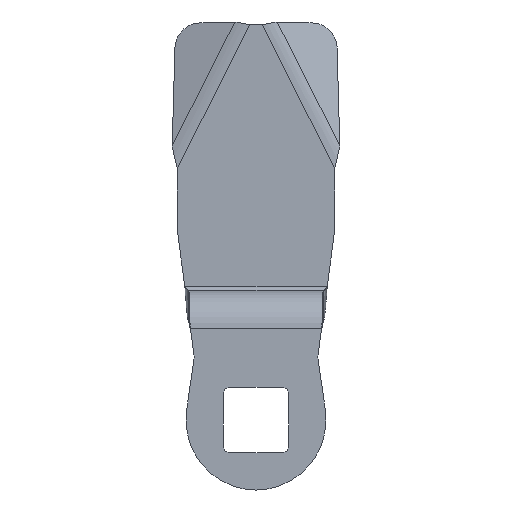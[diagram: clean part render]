
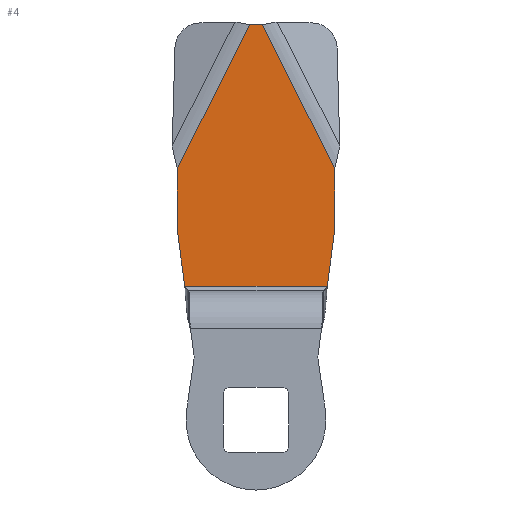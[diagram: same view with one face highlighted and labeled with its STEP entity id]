
A CAD part, front view. The second image highlights one B-rep face of the part: STEP entity #4.
In plain terms, the highlighted planar face has unit normal (0, -1, 0).
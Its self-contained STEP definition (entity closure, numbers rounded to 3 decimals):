
#4 = ADVANCED_FACE ( 'NONE', ( #1028 ), #2673, .F. ) ;
#139 = LINE ( 'NONE', #3525, #1039 ) ;
#163 = VERTEX_POINT ( 'NONE', #3505 ) ;
#277 = EDGE_CURVE ( 'NONE', #3343, #4263, #2237, .T. ) ;
#337 = VECTOR ( 'NONE', #2275, 1000. ) ;
#450 = EDGE_CURVE ( 'NONE', #1110, #1900, #560, .T. ) ;
#517 = CARTESIAN_POINT ( 'NONE',  ( 9.55, 1., 23. ) ) ;
#560 = LINE ( 'NONE', #517, #4232 ) ;
#564 = AXIS2_PLACEMENT_3D ( 'NONE', #1644, #2653, #1665 ) ;
#605 = EDGE_CURVE ( 'NONE', #4263, #163, #2733, .T. ) ;
#726 = LINE ( 'NONE', #2735, #838 ) ;
#838 = VECTOR ( 'NONE', #1070, 1000. ) ;
#966 = CARTESIAN_POINT ( 'NONE',  ( -8.643, 1., 16.207 ) ) ;
#1028 = FACE_OUTER_BOUND ( 'NONE', #3742, .T. ) ;
#1039 = VECTOR ( 'NONE', #4196, 1000. ) ;
#1070 = DIRECTION ( 'NONE',  ( 0.449, 0., 0.893 ) ) ;
#1110 = VERTEX_POINT ( 'NONE', #2613 ) ;
#1224 = LINE ( 'NONE', #1292, #2644 ) ;
#1292 = CARTESIAN_POINT ( 'NONE',  ( -9.55, 1., 48. ) ) ;
#1347 = LINE ( 'NONE', #3400, #4173 ) ;
#1374 = CARTESIAN_POINT ( 'NONE',  ( -9.55, 1., -2.758 ) ) ;
#1399 = DIRECTION ( 'NONE',  ( 0., 0., 1. ) ) ;
#1423 = EDGE_CURVE ( 'NONE', #3492, #1948, #139, .T. ) ;
#1468 = CARTESIAN_POINT ( 'NONE',  ( -0.75, 1., 48. ) ) ;
#1470 = ORIENTED_EDGE ( 'NONE', *, *, #277, .F. ) ;
#1504 = CARTESIAN_POINT ( 'NONE',  ( 9.55, 1., 30.5 ) ) ;
#1536 = EDGE_CURVE ( 'NONE', #3621, #3492, #1224, .T. ) ;
#1554 = EDGE_CURVE ( 'NONE', #1948, #1110, #3915, .T. ) ;
#1644 = CARTESIAN_POINT ( 'NONE',  ( 0., 1., -2.758 ) ) ;
#1665 = DIRECTION ( 'NONE',  ( 0., 0., 1. ) ) ;
#1801 = VECTOR ( 'NONE', #1399, 1000. ) ;
#1900 = VERTEX_POINT ( 'NONE', #4201 ) ;
#1906 = CARTESIAN_POINT ( 'NONE',  ( 9.55, 1., -2.758 ) ) ;
#1948 = VERTEX_POINT ( 'NONE', #1504 ) ;
#1971 = DIRECTION ( 'NONE',  ( 1., 0., 0. ) ) ;
#2152 = VECTOR ( 'NONE', #2588, 1000. ) ;
#2233 = DIRECTION ( 'NONE',  ( -0.132, 0., -0.991 ) ) ;
#2237 = LINE ( 'NONE', #966, #2152 ) ;
#2275 = DIRECTION ( 'NONE',  ( 0., 0., -1. ) ) ;
#2402 = ORIENTED_EDGE ( 'NONE', *, *, #605, .F. ) ;
#2439 = EDGE_CURVE ( 'NONE', #1900, #3343, #1347, .T. ) ;
#2588 = DIRECTION ( 'NONE',  ( -0.132, 0., 0.991 ) ) ;
#2613 = CARTESIAN_POINT ( 'NONE',  ( 9.55, 1., 23. ) ) ;
#2644 = VECTOR ( 'NONE', #1971, 1000. ) ;
#2653 = DIRECTION ( 'NONE',  ( 0., 1., 0. ) ) ;
#2673 = PLANE ( 'NONE',  #564 ) ;
#2682 = DIRECTION ( 'NONE',  ( -1., 0., 0. ) ) ;
#2733 = LINE ( 'NONE', #1374, #1801 ) ;
#2735 = CARTESIAN_POINT ( 'NONE',  ( -9.55, 1., 30.5 ) ) ;
#3082 = CARTESIAN_POINT ( 'NONE',  ( -8.643, 1., 16.207 ) ) ;
#3088 = ORIENTED_EDGE ( 'NONE', *, *, #450, .F. ) ;
#3127 = EDGE_CURVE ( 'NONE', #163, #3621, #726, .T. ) ;
#3163 = CARTESIAN_POINT ( 'NONE',  ( -9.55, 1., 23. ) ) ;
#3343 = VERTEX_POINT ( 'NONE', #3082 ) ;
#3400 = CARTESIAN_POINT ( 'NONE',  ( 0., 1., 16.207 ) ) ;
#3492 = VERTEX_POINT ( 'NONE', #4284 ) ;
#3505 = CARTESIAN_POINT ( 'NONE',  ( -9.55, 1., 30.5 ) ) ;
#3525 = CARTESIAN_POINT ( 'NONE',  ( 0.75, 1., 48. ) ) ;
#3621 = VERTEX_POINT ( 'NONE', #1468 ) ;
#3643 = ORIENTED_EDGE ( 'NONE', *, *, #3127, .F. ) ;
#3742 = EDGE_LOOP ( 'NONE', ( #3088, #4268, #4004, #4258, #3643, #2402, #1470, #4112 ) ) ;
#3915 = LINE ( 'NONE', #1906, #337 ) ;
#4004 = ORIENTED_EDGE ( 'NONE', *, *, #1423, .F. ) ;
#4112 = ORIENTED_EDGE ( 'NONE', *, *, #2439, .F. ) ;
#4173 = VECTOR ( 'NONE', #2682, 1000. ) ;
#4196 = DIRECTION ( 'NONE',  ( 0.449, 0., -0.893 ) ) ;
#4201 = CARTESIAN_POINT ( 'NONE',  ( 8.643, 1., 16.207 ) ) ;
#4232 = VECTOR ( 'NONE', #2233, 1000. ) ;
#4258 = ORIENTED_EDGE ( 'NONE', *, *, #1536, .F. ) ;
#4263 = VERTEX_POINT ( 'NONE', #3163 ) ;
#4268 = ORIENTED_EDGE ( 'NONE', *, *, #1554, .F. ) ;
#4284 = CARTESIAN_POINT ( 'NONE',  ( 0.75, 1., 48. ) ) ;
